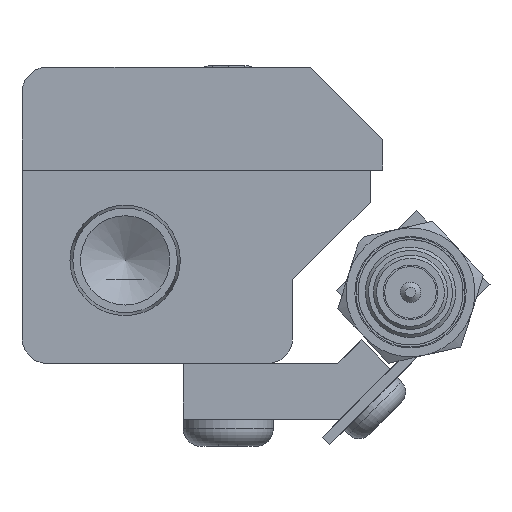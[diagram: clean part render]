
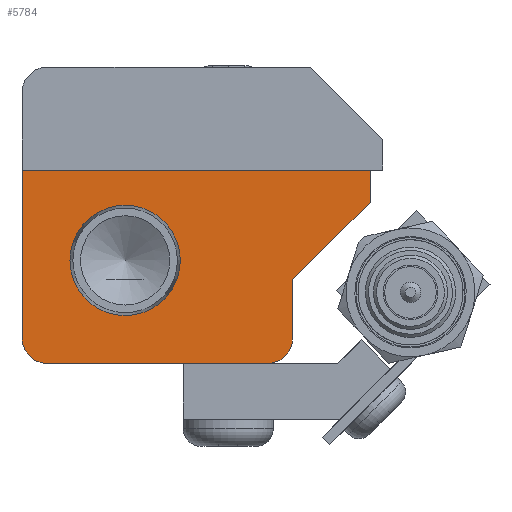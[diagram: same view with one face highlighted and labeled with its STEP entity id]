
A CAD part, left-side view. The second image highlights one B-rep face of the part: STEP entity #5784.
In plain terms, the highlighted planar face has unit normal (-1, 0, 0).
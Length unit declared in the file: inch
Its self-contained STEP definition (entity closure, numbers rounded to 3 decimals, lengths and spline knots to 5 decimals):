
#686=LINE('',#26134,#1044);
#687=LINE('',#26138,#1045);
#688=LINE('',#26140,#1046);
#689=LINE('',#26142,#1047);
#690=LINE('',#26144,#1048);
#691=LINE('',#26146,#1049);
#1044=VECTOR('',#8156,1.0625);
#1045=VECTOR('',#8159,0.2815);
#1046=VECTOR('',#8160,0.53033);
#1047=VECTOR('',#8161,0.156);
#1048=VECTOR('',#8162,1.6875);
#1049=VECTOR('',#8163,0.8125);
#1274=PLANE('',#6610);
#1474=FACE_BOUND('',#2373,.T.);
#1841=FACE_OUTER_BOUND('',#2372,.T.);
#2372=EDGE_LOOP('',(#5079,#5080,#5081,#5082,#5083,#5084,#5085,#5086));
#2373=EDGE_LOOP('',(#5087));
#2706=CIRCLE('',#6567,0.26751);
#2731=CIRCLE('',#6611,0.125);
#2732=CIRCLE('',#6612,0.125);
#3170=VERTEX_POINT('',#26063);
#3195=VERTEX_POINT('',#26132);
#3196=VERTEX_POINT('',#26133);
#3197=VERTEX_POINT('',#26135);
#3198=VERTEX_POINT('',#26137);
#3199=VERTEX_POINT('',#26139);
#3200=VERTEX_POINT('',#26141);
#3201=VERTEX_POINT('',#26143);
#3202=VERTEX_POINT('',#26145);
#3828=EDGE_CURVE('',#3170,#3170,#2706,.T.);
#3853=EDGE_CURVE('',#3195,#3196,#686,.T.);
#3854=EDGE_CURVE('',#3197,#3195,#2731,.T.);
#3855=EDGE_CURVE('',#3198,#3197,#687,.T.);
#3856=EDGE_CURVE('',#3199,#3198,#688,.T.);
#3857=EDGE_CURVE('',#3200,#3199,#689,.T.);
#3858=EDGE_CURVE('',#3201,#3200,#690,.T.);
#3859=EDGE_CURVE('',#3202,#3201,#691,.T.);
#3860=EDGE_CURVE('',#3196,#3202,#2732,.T.);
#5079=ORIENTED_EDGE('',*,*,#3853,.F.);
#5080=ORIENTED_EDGE('',*,*,#3854,.F.);
#5081=ORIENTED_EDGE('',*,*,#3855,.F.);
#5082=ORIENTED_EDGE('',*,*,#3856,.F.);
#5083=ORIENTED_EDGE('',*,*,#3857,.F.);
#5084=ORIENTED_EDGE('',*,*,#3858,.F.);
#5085=ORIENTED_EDGE('',*,*,#3859,.F.);
#5086=ORIENTED_EDGE('',*,*,#3860,.F.);
#5087=ORIENTED_EDGE('',*,*,#3828,.T.);
#5784=ADVANCED_FACE('',(#1841,#1474),#1274,.F.);
#6567=AXIS2_PLACEMENT_3D('',#26064,#8068,#8069);
#6610=AXIS2_PLACEMENT_3D('',#26131,#8154,#8155);
#6611=AXIS2_PLACEMENT_3D('',#26136,#8157,#8158);
#6612=AXIS2_PLACEMENT_3D('',#26147,#8164,#8165);
#8068=DIRECTION('center_axis',(1.,0.,0.));
#8069=DIRECTION('ref_axis',(0.,1.,0.));
#8154=DIRECTION('center_axis',(1.,0.,0.));
#8155=DIRECTION('ref_axis',(0.,0.,-1.));
#8156=DIRECTION('',(0.,1.,0.));
#8157=DIRECTION('center_axis',(1.,0.,0.));
#8158=DIRECTION('ref_axis',(0.,-0.707,-0.707));
#8159=DIRECTION('',(0.,0.,-1.));
#8160=DIRECTION('',(0.,0.707,-0.707));
#8161=DIRECTION('',(0.,0.,-1.));
#8162=DIRECTION('',(0.,-1.,0.));
#8163=DIRECTION('',(0.,0.,1.));
#8164=DIRECTION('center_axis',(1.,0.,0.));
#8165=DIRECTION('ref_axis',(0.,0.707,-0.707));
#26063=CARTESIAN_POINT('',(-30.15499,18.68917,-1.0935));
#26064=CARTESIAN_POINT('Origin',(-30.15499,18.42167,-1.0935));
#26131=CARTESIAN_POINT('Origin',(-30.15499,18.14836,-1.07429));
#26132=CARTESIAN_POINT('',(-30.15499,17.73417,-1.5935));
#26133=CARTESIAN_POINT('',(-30.15499,18.79667,-1.5935));
#26134=CARTESIAN_POINT('',(-30.15499,17.73417,-1.5935));
#26135=CARTESIAN_POINT('',(-30.15499,17.60917,-1.4685));
#26136=CARTESIAN_POINT('Origin',(-30.15499,17.73417,-1.4685));
#26137=CARTESIAN_POINT('',(-30.15499,17.60917,-1.187));
#26138=CARTESIAN_POINT('',(-30.15499,17.60917,-1.187));
#26139=CARTESIAN_POINT('',(-30.15499,17.23417,-0.812));
#26140=CARTESIAN_POINT('',(-30.15499,17.23417,-0.812));
#26141=CARTESIAN_POINT('',(-30.15499,17.23417,-0.656));
#26142=CARTESIAN_POINT('',(-30.15499,17.23417,-0.656));
#26143=CARTESIAN_POINT('',(-30.15499,18.92167,-0.656));
#26144=CARTESIAN_POINT('',(-30.15499,18.92167,-0.656));
#26145=CARTESIAN_POINT('',(-30.15499,18.92167,-1.4685));
#26146=CARTESIAN_POINT('',(-30.15499,18.92167,-1.4685));
#26147=CARTESIAN_POINT('Origin',(-30.15499,18.79667,-1.4685));
